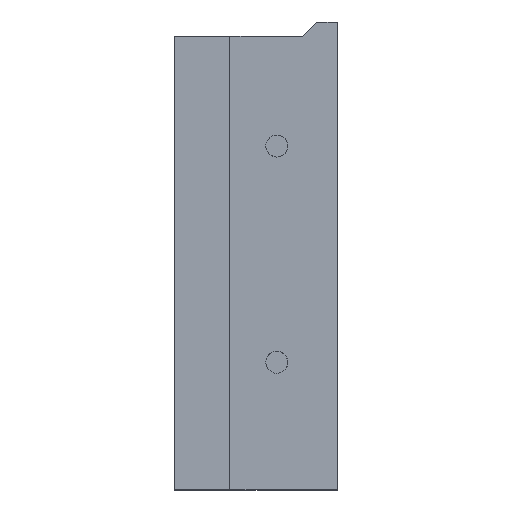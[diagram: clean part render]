
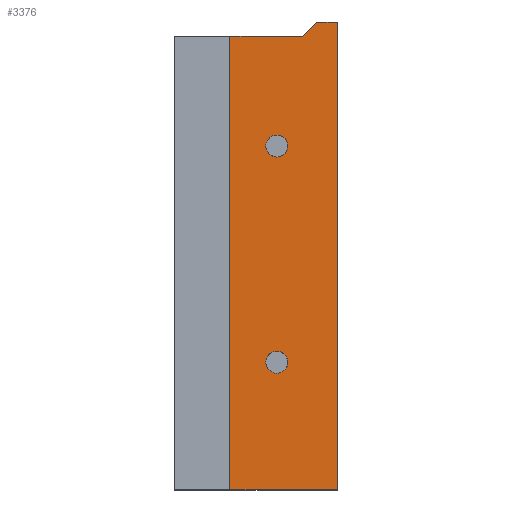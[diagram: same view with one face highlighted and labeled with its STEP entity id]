
A CAD part, front view. The second image highlights one B-rep face of the part: STEP entity #3376.
In plain terms, the highlighted free-form (B-spline) face has degree [1, 1] with [2, 3] control points.
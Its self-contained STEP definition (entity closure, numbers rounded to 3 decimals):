
#2300=CARTESIAN_POINT('',(267.552,42.732,570.05));
#2301=VERTEX_POINT('',#2300);
#2302=CARTESIAN_POINT('',(267.552,42.732,470.05));
#2303=VERTEX_POINT('',#2302);
#2304=CARTESIAN_POINT('',(267.552,42.732,570.05));
#2305=CARTESIAN_POINT('',(267.552,42.732,536.716));
#2306=CARTESIAN_POINT('',(267.552,42.732,503.383));
#2307=CARTESIAN_POINT('',(267.552,42.732,470.05));
#2308=B_SPLINE_CURVE_WITH_KNOTS('',3,(#2304,#2305,#2306,#2307),.UNSPECIFIED.,.F.,.F.,(4,4),(0.126,0.226),.UNSPECIFIED.);
#2309=EDGE_CURVE('',#2301,#2303,#2308,.T.);
#2677=CARTESIAN_POINT('',(260.073,42.732,567.05));
#2678=VERTEX_POINT('',#2677);
#2694=CARTESIAN_POINT('',(244.573,42.732,567.05));
#2695=VERTEX_POINT('',#2694);
#2702=CARTESIAN_POINT('',(244.573,42.732,567.05));
#2703=CARTESIAN_POINT('',(249.74,42.732,567.05));
#2704=CARTESIAN_POINT('',(254.906,42.732,567.05));
#2705=CARTESIAN_POINT('',(260.073,42.732,567.05));
#2706=B_SPLINE_CURVE_WITH_KNOTS('',3,(#2702,#2703,#2704,#2705),.UNSPECIFIED.,.F.,.F.,(4,4),(0.087,0.103),.UNSPECIFIED.);
#2707=EDGE_CURVE('',#2695,#2678,#2706,.T.);
#2742=CARTESIAN_POINT('',(244.573,42.732,470.05));
#2743=VERTEX_POINT('',#2742);
#2744=CARTESIAN_POINT('',(244.573,42.732,470.05));
#2745=CARTESIAN_POINT('',(252.233,42.732,470.05));
#2746=CARTESIAN_POINT('',(259.893,42.732,470.05));
#2747=CARTESIAN_POINT('',(267.552,42.732,470.05));
#2748=B_SPLINE_CURVE_WITH_KNOTS('',3,(#2744,#2745,#2746,#2747),.UNSPECIFIED.,.F.,.F.,(4,4),(0.005,0.028),.UNSPECIFIED.);
#2749=EDGE_CURVE('',#2743,#2303,#2748,.T.);
#2965=CARTESIAN_POINT('',(244.573,42.732,567.05));
#2966=CARTESIAN_POINT('',(244.573,42.732,534.716));
#2967=CARTESIAN_POINT('',(244.573,42.732,502.383));
#2968=CARTESIAN_POINT('',(244.573,42.732,470.05));
#2969=B_SPLINE_CURVE_WITH_KNOTS('',3,(#2965,#2966,#2967,#2968),.UNSPECIFIED.,.F.,.F.,(4,4),(0.4,0.497),.UNSPECIFIED.);
#2970=EDGE_CURVE('',#2695,#2743,#2969,.T.);
#3280=CARTESIAN_POINT('',(263.073,42.732,570.05));
#3281=VERTEX_POINT('',#3280);
#3288=CARTESIAN_POINT('',(263.073,42.732,570.05));
#3289=CARTESIAN_POINT('',(264.566,42.732,570.05));
#3290=CARTESIAN_POINT('',(266.059,42.732,570.05));
#3291=CARTESIAN_POINT('',(267.552,42.732,570.05));
#3292=B_SPLINE_CURVE_WITH_KNOTS('',3,(#3288,#3289,#3290,#3291),.UNSPECIFIED.,.F.,.F.,(4,4),(0.03,0.034),.UNSPECIFIED.);
#3293=EDGE_CURVE('',#3281,#2301,#3292,.T.);
#3311=CARTESIAN_POINT('',(260.073,42.732,567.05));
#3312=CARTESIAN_POINT('',(261.073,42.732,568.05));
#3313=CARTESIAN_POINT('',(262.073,42.732,569.05));
#3314=CARTESIAN_POINT('',(263.073,42.732,570.05));
#3315=B_SPLINE_CURVE_WITH_KNOTS('',3,(#3311,#3312,#3313,#3314),.UNSPECIFIED.,.F.,.F.,(4,4),(0.,0.004),.UNSPECIFIED.);
#3316=EDGE_CURVE('',#2678,#3281,#3315,.T.);
#3321=CARTESIAN_POINT('',(267.853,42.732,570.05));
#3322=CARTESIAN_POINT('',(267.573,42.732,570.05));
#3323=CARTESIAN_POINT('',(239.57,42.732,570.05));
#3324=CARTESIAN_POINT('',(267.853,42.732,470.05));
#3325=CARTESIAN_POINT('',(267.573,42.732,470.05));
#3326=CARTESIAN_POINT('',(239.57,42.732,470.05));
#3327=B_SPLINE_SURFACE_WITH_KNOTS('',1,1,((#3321,#3322,#3323),(#3324,#3325,#3326)),.UNSPECIFIED.,.F.,.F.,.U.,(2,2),(2,1,2),(0.,1.),(-0.01,0.,1.),.UNSPECIFIED.);
#3328=CARTESIAN_POINT('',(252.527,42.732,544.706));
#3329=VERTEX_POINT('',#3328);
#3330=CARTESIAN_POINT('',(254.573,42.732,541.2));
#3331=VERTEX_POINT('',#3330);
#3332=CARTESIAN_POINT('',(254.573,42.732,543.55));
#3333=DIRECTION('',(0.,1.,0.));
#3334=DIRECTION('',(-0.871,-0.,0.492));
#3335=AXIS2_PLACEMENT_3D('',#3332,#3333,#3334);
#3336=CIRCLE('',#3335,2.35);
#3337=EDGE_CURVE('',#3329,#3331,#3336,.T.);
#3338=ORIENTED_EDGE('',*,*,#3337,.T.);
#3339=CARTESIAN_POINT('',(254.573,42.732,543.55));
#3340=DIRECTION('',(0.,1.,0.));
#3341=DIRECTION('',(-0.871,-0.,0.492));
#3342=AXIS2_PLACEMENT_3D('',#3339,#3340,#3341);
#3343=CIRCLE('',#3342,2.35);
#3344=EDGE_CURVE('',#3331,#3329,#3343,.T.);
#3345=ORIENTED_EDGE('',*,*,#3344,.T.);
#3346=EDGE_LOOP('',(#3338,#3345));
#3347=FACE_BOUND('',#3346,.T.);
#3348=CARTESIAN_POINT('',(252.397,42.732,498.237));
#3349=VERTEX_POINT('',#3348);
#3350=CARTESIAN_POINT('',(254.573,42.732,495.));
#3351=VERTEX_POINT('',#3350);
#3352=CARTESIAN_POINT('',(254.573,42.732,497.35));
#3353=DIRECTION('',(0.,1.,0.));
#3354=DIRECTION('',(-0.926,-0.,0.378));
#3355=AXIS2_PLACEMENT_3D('',#3352,#3353,#3354);
#3356=CIRCLE('',#3355,2.35);
#3357=EDGE_CURVE('',#3349,#3351,#3356,.T.);
#3358=ORIENTED_EDGE('',*,*,#3357,.T.);
#3359=CARTESIAN_POINT('',(254.573,42.732,497.35));
#3360=DIRECTION('',(0.,1.,0.));
#3361=DIRECTION('',(-0.926,-0.,0.378));
#3362=AXIS2_PLACEMENT_3D('',#3359,#3360,#3361);
#3363=CIRCLE('',#3362,2.35);
#3364=EDGE_CURVE('',#3351,#3349,#3363,.T.);
#3365=ORIENTED_EDGE('',*,*,#3364,.T.);
#3366=EDGE_LOOP('',(#3358,#3365));
#3367=FACE_BOUND('',#3366,.T.);
#3368=ORIENTED_EDGE('',*,*,#2707,.F.);
#3369=ORIENTED_EDGE('',*,*,#2970,.T.);
#3370=ORIENTED_EDGE('',*,*,#2749,.T.);
#3371=ORIENTED_EDGE('',*,*,#2309,.F.);
#3372=ORIENTED_EDGE('',*,*,#3293,.F.);
#3373=ORIENTED_EDGE('',*,*,#3316,.F.);
#3374=EDGE_LOOP('',(#3368,#3369,#3370,#3371,#3372,#3373));
#3375=FACE_BOUND('',#3374,.T.);
#3376=ADVANCED_FACE('',(#3347,#3367,#3375),#3327,.F.);
